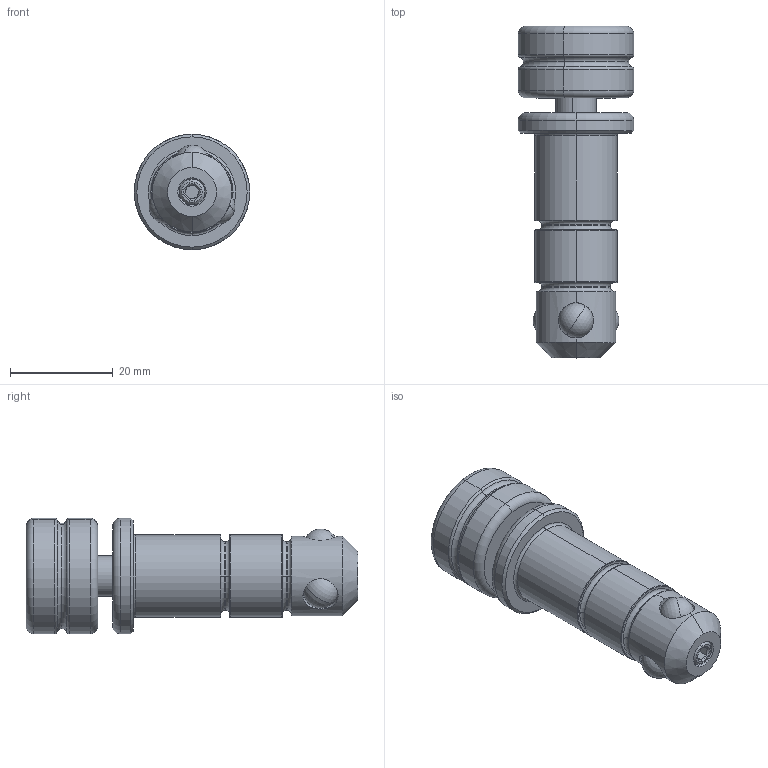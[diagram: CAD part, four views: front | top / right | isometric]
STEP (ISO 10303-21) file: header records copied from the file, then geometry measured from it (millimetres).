
FILE_DESCRIPTION (( 'STEP AP203' ), '1' );
FILE_NAME ('160512.step', '2014-08-11T16:04:14', ( 'User' ), ( '' ), 'SwSTEP 2.0', 'SolidWorks 2014', '' );
FILE_SCHEMA (( 'CONFIG_CONTROL_DESIGN' ));
Length unit declared in the file: millimetre
Products named in the file (7): Kopf^160512 Spindel_160512_Detailliert; Gewindestift M8x50^160512 Spindel_160512_Detailliert; 160512 Spindel^160512_Detailliert; Kugel 6,747^160512; Gewindestift M5x6 DIN 914^160512_Detailliert; 160512; 160512  Koerper^160512_Detailliert
Assembly tree (9 placements, depth 3):
  160512
    160512  Koerper^160512_Detailliert
    160512 Spindel^160512_Detailliert
      Kopf^160512 Spindel_160512_Detailliert
      Gewindestift M8x50^160512 Spindel_160512_Detailliert
    Kugel 6,747^160512  x4
    Gewindestift M5x6 DIN 914^160512_Detailliert
Bounding box: 22.5 x 64.66 x 22.5 mm (x, y, z)
Volume: 14786.9 mm3; surface area: 8368.4 mm2
Topology: 8 solids, 8 shells, 130 faces, 302 edges, 186 vertices
Faces by surface type: torus 36, cylinder 34, plane 28, cone 24, sphere 8
Entity records: 4779 total; most frequent: CARTESIAN_POINT 1107, DIRECTION 678, ORIENTED_EDGE 552, AXIS2_PLACEMENT_3D 297, EDGE_CURVE 276, VERTEX_POINT 168, CIRCLE 160, EDGE_LOOP 140
